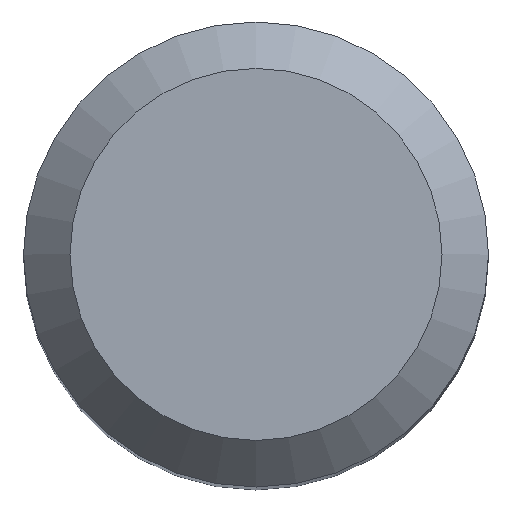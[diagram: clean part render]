
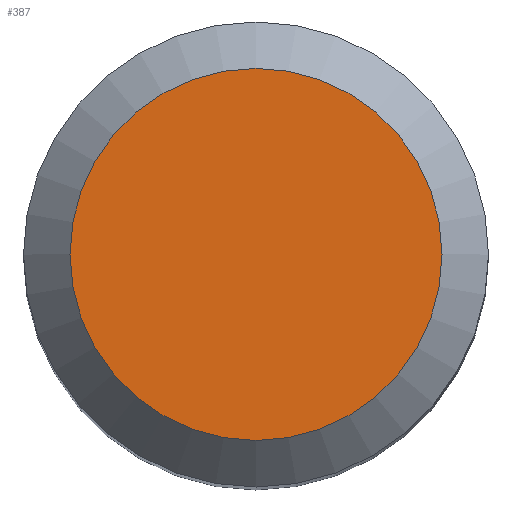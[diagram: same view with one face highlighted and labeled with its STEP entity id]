
A CAD part, top view. The second image highlights one B-rep face of the part: STEP entity #387.
In plain terms, the highlighted planar face has unit normal (0, 0, 1).
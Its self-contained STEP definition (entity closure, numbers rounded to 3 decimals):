
#50 = DIRECTION ( 'NONE',  ( 0., 0., -1. ) ) ;
#59 = AXIS2_PLACEMENT_3D ( 'NONE', #201, #393, #148 ) ;
#83 = CIRCLE ( 'NONE', #59, 3.2 ) ;
#130 = FACE_OUTER_BOUND ( 'NONE', #308, .T. ) ;
#148 = DIRECTION ( 'NONE',  ( 1., 0., 0. ) ) ;
#188 = ORIENTED_EDGE ( 'NONE', *, *, #277, .T. ) ;
#189 = PLANE ( 'NONE',  #341 ) ;
#201 = CARTESIAN_POINT ( 'NONE',  ( 0., 0., 63. ) ) ;
#227 = CARTESIAN_POINT ( 'NONE',  ( 0., 3.2, 63. ) ) ;
#277 = EDGE_CURVE ( 'NONE', #390, #390, #83, .T. ) ;
#308 = EDGE_LOOP ( 'NONE', ( #188 ) ) ;
#321 = DIRECTION ( 'NONE',  ( -1., 0., 0. ) ) ;
#341 = AXIS2_PLACEMENT_3D ( 'NONE', #227, #50, #321 ) ;
#387 = ADVANCED_FACE ( 'NONE', ( #130 ), #189, .F. ) ;
#388 = CARTESIAN_POINT ( 'NONE',  ( 3.2, 0., 63. ) ) ;
#390 = VERTEX_POINT ( 'NONE', #388 ) ;
#393 = DIRECTION ( 'NONE',  ( 0., 0., 1. ) ) ;
